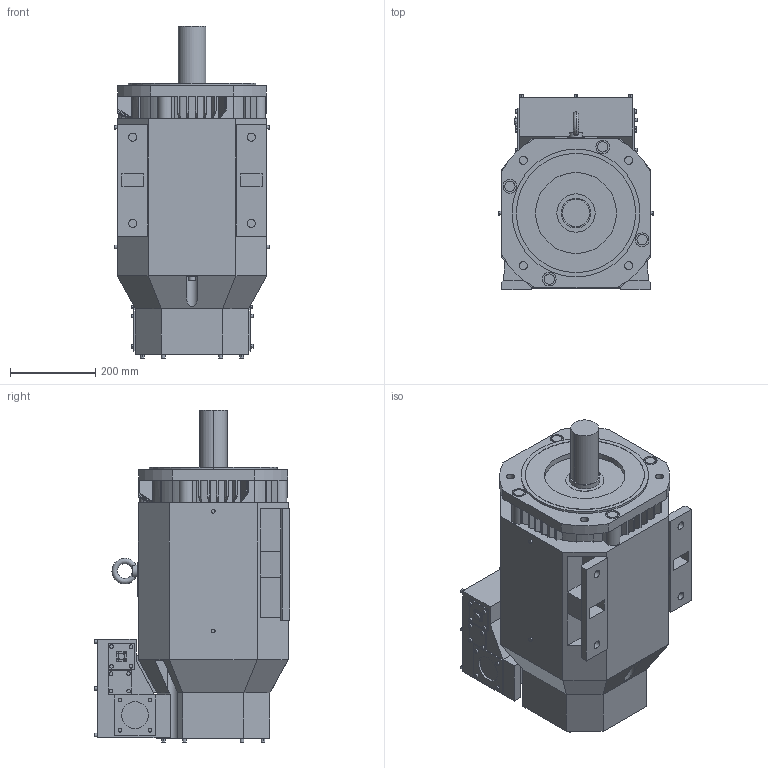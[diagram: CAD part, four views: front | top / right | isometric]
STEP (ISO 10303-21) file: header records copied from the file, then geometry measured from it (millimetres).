
FILE_DESCRIPTION((''),'2;1');
FILE_NAME('HA-LP45K24_','2010-07-30T',('BL67252'),(''),'PRO/ENGINEER BY PARAMETRIC TECHNOLOGY CORPORATION, 2009400','PRO/ENGINEER BY PARAMETRIC TECHNOLOGY CORPORATION, 2009400','');
FILE_SCHEMA(('CONFIG_CONTROL_DESIGN'));
Length unit declared in the file: millimetre
Products named in the file (1): HA-LP45K24_
Bounding box: 364 x 460 x 780 mm (x, y, z)
Volume: 70692877.1 mm3; surface area: 1477278.4 mm2
Topology: 5 solids, 5 shells, 537 faces, 1361 edges, 905 vertices
Faces by surface type: plane 334, cylinder 175, cone 26, torus 2
Entity records: 17089 total; most frequent: CARTESIAN_POINT 3786, DIRECTION 2771, ORIENTED_EDGE 2718, EDGE_CURVE 1359, AXIS2_PLACEMENT_3D 964, VERTEX_POINT 905, VECTOR 843, LINE 843
